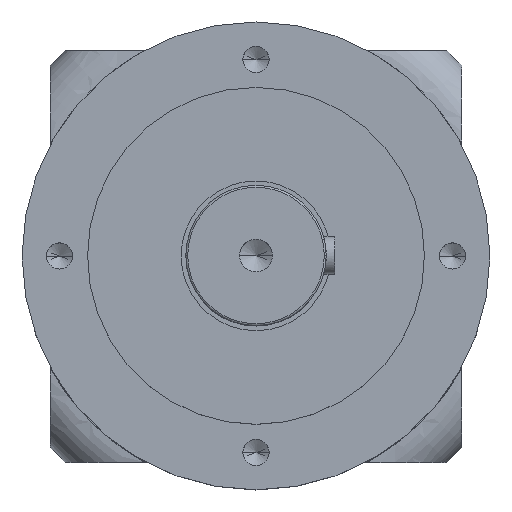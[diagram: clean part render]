
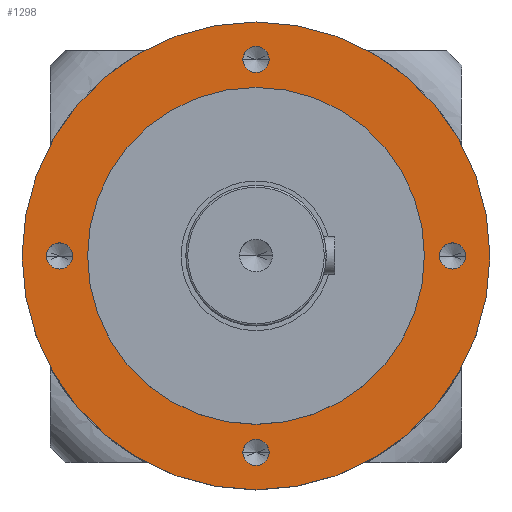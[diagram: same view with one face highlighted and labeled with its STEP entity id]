
A CAD part, top view. The second image highlights one B-rep face of the part: STEP entity #1298.
In plain terms, the highlighted planar face has unit normal (0, 0, 1).
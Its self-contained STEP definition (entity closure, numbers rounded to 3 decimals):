
#111 = CARTESIAN_POINT ( 'NONE',  ( 98., 0., -126. ) ) ;
#228 = ORIENTED_EDGE ( 'NONE', *, *, #3926, .F. ) ;
#269 = EDGE_CURVE ( 'NONE', #4203, #3468, #8951, .T. ) ;
#297 = CIRCLE ( 'NONE', #5276, 7. ) ;
#582 = ORIENTED_EDGE ( 'NONE', *, *, #1582, .F. ) ;
#591 = ORIENTED_EDGE ( 'NONE', *, *, #8522, .F. ) ;
#633 = AXIS2_PLACEMENT_3D ( 'NONE', #8528, #1322, #8438 ) ;
#653 = DIRECTION ( 'NONE',  ( 0., 0., 1. ) ) ;
#675 = AXIS2_PLACEMENT_3D ( 'NONE', #5986, #1557, #6721 ) ;
#802 = ORIENTED_EDGE ( 'NONE', *, *, #1872, .F. ) ;
#812 = ORIENTED_EDGE ( 'NONE', *, *, #5420, .F. ) ;
#963 = CIRCLE ( 'NONE', #9088, 7. ) ;
#1167 = EDGE_LOOP ( 'NONE', ( #582, #1629 ) ) ;
#1173 = DIRECTION ( 'NONE',  ( 0., 0., 1. ) ) ;
#1190 = AXIS2_PLACEMENT_3D ( 'NONE', #4265, #9389, #5021 ) ;
#1266 = ORIENTED_EDGE ( 'NONE', *, *, #269, .T. ) ;
#1298 = ADVANCED_FACE ( 'NONE', ( #9155, #3535, #7447, #7227, #5281, #3298 ), #8656, .F. ) ;
#1322 = DIRECTION ( 'NONE',  ( 0., 0., 1. ) ) ;
#1355 = DIRECTION ( 'NONE',  ( 1., 0., 0. ) ) ;
#1557 = DIRECTION ( 'NONE',  ( 0., 0., 1. ) ) ;
#1576 = VERTEX_POINT ( 'NONE', #8063 ) ;
#1582 = EDGE_CURVE ( 'NONE', #9281, #8340, #9145, .T. ) ;
#1629 = ORIENTED_EDGE ( 'NONE', *, *, #4407, .F. ) ;
#1681 = VERTEX_POINT ( 'NONE', #7233 ) ;
#1786 = AXIS2_PLACEMENT_3D ( 'NONE', #7830, #4228, #1355 ) ;
#1872 = EDGE_CURVE ( 'NONE', #3254, #8830, #6155, .T. ) ;
#1957 = ORIENTED_EDGE ( 'NONE', *, *, #4209, .T. ) ;
#1989 = DIRECTION ( 'NONE',  ( 0., 0., 1. ) ) ;
#2051 = VERTEX_POINT ( 'NONE', #111 ) ;
#2124 = CIRCLE ( 'NONE', #8176, 7. ) ;
#2155 = AXIS2_PLACEMENT_3D ( 'NONE', #5992, #6175, #6240 ) ;
#2263 = CARTESIAN_POINT ( 'NONE',  ( 0., 0., -126. ) ) ;
#2288 = DIRECTION ( 'NONE',  ( 0., 0., 1. ) ) ;
#2425 = ORIENTED_EDGE ( 'NONE', *, *, #5910, .F. ) ;
#2594 = CIRCLE ( 'NONE', #4390, 125. ) ;
#2644 = ORIENTED_EDGE ( 'NONE', *, *, #7376, .F. ) ;
#2654 = CARTESIAN_POINT ( 'NONE',  ( -7., 105., -126. ) ) ;
#2721 = CARTESIAN_POINT ( 'NONE',  ( -105., 0., -126. ) ) ;
#2742 = VERTEX_POINT ( 'NONE', #6691 ) ;
#2753 = ORIENTED_EDGE ( 'NONE', *, *, #9085, .F. ) ;
#3025 = DIRECTION ( 'NONE',  ( 1., 0., 0. ) ) ;
#3190 = CIRCLE ( 'NONE', #7413, 7. ) ;
#3254 = VERTEX_POINT ( 'NONE', #9264 ) ;
#3298 = FACE_OUTER_BOUND ( 'NONE', #9373, .T. ) ;
#3417 = DIRECTION ( 'NONE',  ( 0., 0., 1. ) ) ;
#3467 = CARTESIAN_POINT ( 'NONE',  ( 112., 0., -126. ) ) ;
#3468 = VERTEX_POINT ( 'NONE', #6727 ) ;
#3473 = DIRECTION ( 'NONE',  ( 1., 0., 0. ) ) ;
#3522 = EDGE_LOOP ( 'NONE', ( #2425, #591 ) ) ;
#3535 = FACE_BOUND ( 'NONE', #7606, .T. ) ;
#3686 = ORIENTED_EDGE ( 'NONE', *, *, #9320, .F. ) ;
#3741 = CIRCLE ( 'NONE', #4701, 90. ) ;
#3860 = CARTESIAN_POINT ( 'NONE',  ( -90., 0., -126. ) ) ;
#3926 = EDGE_CURVE ( 'NONE', #2051, #7237, #297, .T. ) ;
#4159 = EDGE_LOOP ( 'NONE', ( #812, #802 ) ) ;
#4203 = VERTEX_POINT ( 'NONE', #8823 ) ;
#4209 = EDGE_CURVE ( 'NONE', #3468, #4203, #2594, .T. ) ;
#4228 = DIRECTION ( 'NONE',  ( 0., 0., 1. ) ) ;
#4265 = CARTESIAN_POINT ( 'NONE',  ( 0., -105., -126. ) ) ;
#4390 = AXIS2_PLACEMENT_3D ( 'NONE', #2263, #7432, #3025 ) ;
#4407 = EDGE_CURVE ( 'NONE', #8340, #9281, #3741, .T. ) ;
#4523 = EDGE_LOOP ( 'NONE', ( #3686, #2753 ) ) ;
#4701 = AXIS2_PLACEMENT_3D ( 'NONE', #7800, #3417, #8529 ) ;
#5021 = DIRECTION ( 'NONE',  ( 1., 0., 0. ) ) ;
#5083 = CARTESIAN_POINT ( 'NONE',  ( 0., 105., -126. ) ) ;
#5276 = AXIS2_PLACEMENT_3D ( 'NONE', #5584, #1173, #6314 ) ;
#5281 = FACE_BOUND ( 'NONE', #1167, .T. ) ;
#5420 = EDGE_CURVE ( 'NONE', #8830, #3254, #963, .T. ) ;
#5584 = CARTESIAN_POINT ( 'NONE',  ( 105., 0., -126. ) ) ;
#5823 = DIRECTION ( 'NONE',  ( 1., 0., 0. ) ) ;
#5910 = EDGE_CURVE ( 'NONE', #2742, #1681, #9104, .T. ) ;
#5986 = CARTESIAN_POINT ( 'NONE',  ( 105., 0., -126. ) ) ;
#5992 = CARTESIAN_POINT ( 'NONE',  ( 0., 0., -126. ) ) ;
#6155 = CIRCLE ( 'NONE', #633, 7. ) ;
#6175 = DIRECTION ( 'NONE',  ( 0., 0., 1. ) ) ;
#6240 = DIRECTION ( 'NONE',  ( 1., 0., 0. ) ) ;
#6314 = DIRECTION ( 'NONE',  ( 1., 0., 0. ) ) ;
#6425 = CARTESIAN_POINT ( 'NONE',  ( 0., 105., -126. ) ) ;
#6691 = CARTESIAN_POINT ( 'NONE',  ( 7., -105., -126. ) ) ;
#6721 = DIRECTION ( 'NONE',  ( 1., 0., 0. ) ) ;
#6727 = CARTESIAN_POINT ( 'NONE',  ( 125., 0., -126. ) ) ;
#6734 = CARTESIAN_POINT ( 'NONE',  ( 0., -105., -126. ) ) ;
#6954 = CARTESIAN_POINT ( 'NONE',  ( -98., 0., -126. ) ) ;
#7169 = VERTEX_POINT ( 'NONE', #2654 ) ;
#7177 = DIRECTION ( 'NONE',  ( 1., 0., 0. ) ) ;
#7227 = FACE_BOUND ( 'NONE', #4159, .T. ) ;
#7233 = CARTESIAN_POINT ( 'NONE',  ( -7., -105., -126. ) ) ;
#7237 = VERTEX_POINT ( 'NONE', #3467 ) ;
#7376 = EDGE_CURVE ( 'NONE', #7237, #2051, #8588, .T. ) ;
#7413 = AXIS2_PLACEMENT_3D ( 'NONE', #6425, #1989, #7177 ) ;
#7432 = DIRECTION ( 'NONE',  ( 0., 0., 1. ) ) ;
#7447 = FACE_BOUND ( 'NONE', #3522, .T. ) ;
#7454 = DIRECTION ( 'NONE',  ( 1., 0., 0. ) ) ;
#7606 = EDGE_LOOP ( 'NONE', ( #2644, #228 ) ) ;
#7657 = CIRCLE ( 'NONE', #1190, 7. ) ;
#7800 = CARTESIAN_POINT ( 'NONE',  ( 0., 0., -126. ) ) ;
#7830 = CARTESIAN_POINT ( 'NONE',  ( 0., 0., -126. ) ) ;
#7850 = DIRECTION ( 'NONE',  ( 0., 0., 1. ) ) ;
#8028 = AXIS2_PLACEMENT_3D ( 'NONE', #6734, #2288, #7454 ) ;
#8063 = CARTESIAN_POINT ( 'NONE',  ( 7., 105., -126. ) ) ;
#8148 = CARTESIAN_POINT ( 'NONE',  ( 90., 0., -126. ) ) ;
#8176 = AXIS2_PLACEMENT_3D ( 'NONE', #5083, #653, #5823 ) ;
#8340 = VERTEX_POINT ( 'NONE', #3860 ) ;
#8438 = DIRECTION ( 'NONE',  ( 1., 0., 0. ) ) ;
#8522 = EDGE_CURVE ( 'NONE', #1681, #2742, #7657, .T. ) ;
#8528 = CARTESIAN_POINT ( 'NONE',  ( -105., 0., -126. ) ) ;
#8529 = DIRECTION ( 'NONE',  ( 1., 0., 0. ) ) ;
#8588 = CIRCLE ( 'NONE', #675, 7. ) ;
#8656 = PLANE ( 'NONE',  #8932 ) ;
#8823 = CARTESIAN_POINT ( 'NONE',  ( -125., 0., -126. ) ) ;
#8830 = VERTEX_POINT ( 'NONE', #6954 ) ;
#8896 = CARTESIAN_POINT ( 'NONE',  ( 0., 125., -126. ) ) ;
#8932 = AXIS2_PLACEMENT_3D ( 'NONE', #8896, #9399, #9430 ) ;
#8951 = CIRCLE ( 'NONE', #1786, 125. ) ;
#9085 = EDGE_CURVE ( 'NONE', #7169, #1576, #3190, .T. ) ;
#9088 = AXIS2_PLACEMENT_3D ( 'NONE', #2721, #7850, #3473 ) ;
#9104 = CIRCLE ( 'NONE', #8028, 7. ) ;
#9145 = CIRCLE ( 'NONE', #2155, 90. ) ;
#9155 = FACE_BOUND ( 'NONE', #4523, .T. ) ;
#9264 = CARTESIAN_POINT ( 'NONE',  ( -112., 0., -126. ) ) ;
#9281 = VERTEX_POINT ( 'NONE', #8148 ) ;
#9320 = EDGE_CURVE ( 'NONE', #1576, #7169, #2124, .T. ) ;
#9373 = EDGE_LOOP ( 'NONE', ( #1957, #1266 ) ) ;
#9389 = DIRECTION ( 'NONE',  ( 0., 0., 1. ) ) ;
#9399 = DIRECTION ( 'NONE',  ( 0., 0., -1. ) ) ;
#9430 = DIRECTION ( 'NONE',  ( -1., 0., 0. ) ) ;
